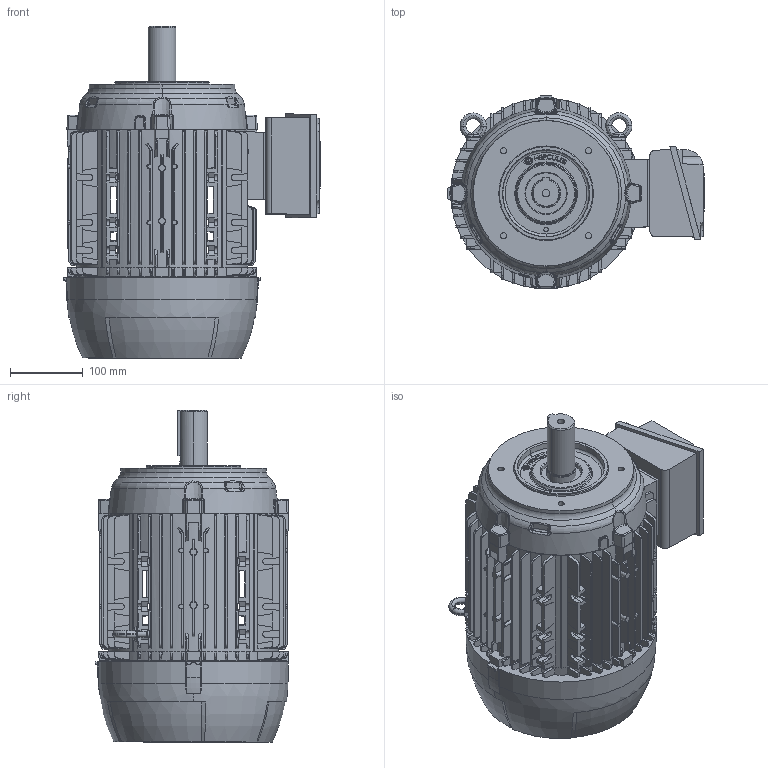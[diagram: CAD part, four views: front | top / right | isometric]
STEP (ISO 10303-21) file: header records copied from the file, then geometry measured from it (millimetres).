
FILE_DESCRIPTION (( 'STEP AP203' ), '1' );
FILE_NAME ('132S_SP_DI_LEFT.STEP', '2022-07-27T12:03:57', ( '' ), ( '' ), 'SwSTEP 2.0', 'SolidWorks 2020', '' );
FILE_SCHEMA (( 'CONFIG_CONTROL_DESIGN' ));
Products named in the file (1): 132S_SP_DI_LEFT
Bounding box: 352.04 x 265.6 x 456 mm (x, y, z)
Surface area: 818127.8 mm2 (no closed solid volume)
Topology: 0 solids, 16 shells, 2196 faces, 6406 edges, 4236 vertices
Faces by surface type: plane 1312, cone 364, bspline 269, cylinder 169, torus 75, sphere 7
Entity records: 84309 total; most frequent: CARTESIAN_POINT 30924, ORIENTED_EDGE 11929, DIRECTION 9434, EDGE_CURVE 6406, VERTEX_POINT 4236, VECTOR 3312, LINE 3312, AXIS2_PLACEMENT_3D 3061
